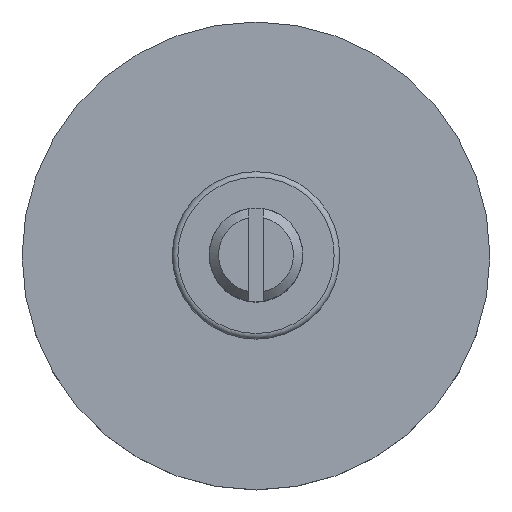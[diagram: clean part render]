
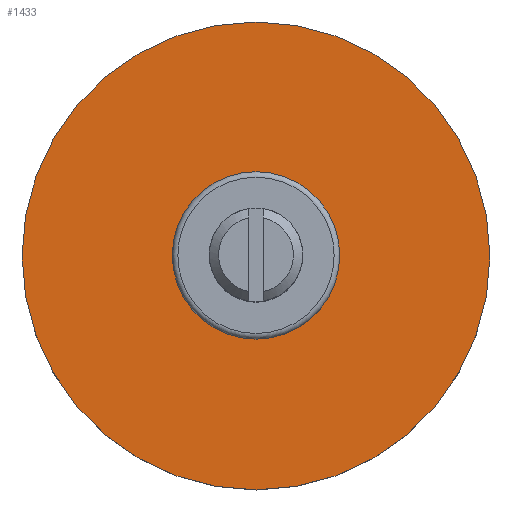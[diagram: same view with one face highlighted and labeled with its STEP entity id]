
A CAD part, top view. The second image highlights one B-rep face of the part: STEP entity #1433.
In plain terms, the highlighted planar face has unit normal (0, 0, 1).
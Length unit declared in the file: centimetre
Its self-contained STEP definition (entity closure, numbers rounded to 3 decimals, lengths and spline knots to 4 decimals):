
#389=FACE_OUTER_BOUND('',#491,.T.);
#491=EDGE_LOOP('',(#1254));
#592=CIRCLE('',#1621,25.);
#692=VERTEX_POINT('',#2493);
#881=EDGE_CURVE('',#692,#692,#592,.T.);
#1254=ORIENTED_EDGE('',*,*,#881,.T.);
#1340=PLANE('',#1623);
#1433=ADVANCED_FACE('',(#389),#1340,.T.);
#1621=AXIS2_PLACEMENT_3D('',#2494,#2057,#2058);
#1623=AXIS2_PLACEMENT_3D('',#2498,#2062,#2063);
#2057=DIRECTION('center_axis',(0.,0.,1.));
#2058=DIRECTION('ref_axis',(-1.,0.,0.));
#2062=DIRECTION('center_axis',(0.,0.,1.));
#2063=DIRECTION('ref_axis',(1.,0.,0.));
#2493=CARTESIAN_POINT('',(679.652,-25.4677,-22.));
#2494=CARTESIAN_POINT('Origin',(654.652,-25.4677,-22.));
#2498=CARTESIAN_POINT('Origin',(654.652,-25.4677,-22.));
